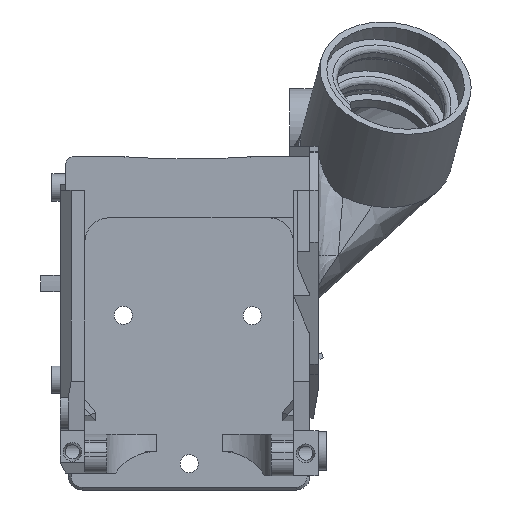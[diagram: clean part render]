
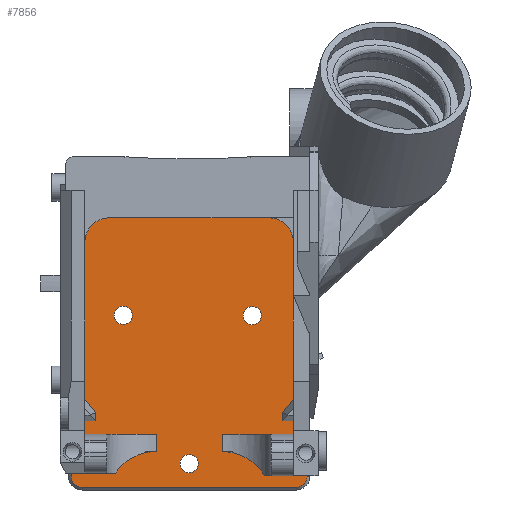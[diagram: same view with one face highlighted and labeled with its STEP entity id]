
A CAD part, front view. The second image highlights one B-rep face of the part: STEP entity #7856.
In plain terms, the highlighted planar face has unit normal (0, -1, 0).
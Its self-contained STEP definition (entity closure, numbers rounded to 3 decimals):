
#86=FACE_BOUND('',#1021,.T.);
#87=FACE_BOUND('',#1022,.T.);
#88=FACE_BOUND('',#1023,.T.);
#193=PLANE('',#8399);
#584=FACE_OUTER_BOUND('',#1020,.T.);
#1020=EDGE_LOOP('',(#6080,#6081,#6082,#6083,#6084,#6085,#6086,#6087,#6088,
#6089,#6090,#6091,#6092,#6093,#6094,#6095,#6096,#6097,#6098,#6099,#6100,
#6101,#6102,#6103));
#1021=EDGE_LOOP('',(#6104));
#1022=EDGE_LOOP('',(#6105));
#1023=EDGE_LOOP('',(#6106));
#1398=CIRCLE('',#8371,4.5);
#1410=CIRCLE('',#8400,4.5);
#1411=CIRCLE('',#8401,2.);
#1412=CIRCLE('',#8402,2.);
#1413=CIRCLE('',#8403,1.65);
#1414=CIRCLE('',#8404,1.65);
#1415=CIRCLE('',#8405,1.65);
#1794=LINE('',#13670,#2590);
#1798=LINE('',#13677,#2594);
#1812=LINE('',#13715,#2608);
#1855=LINE('',#14049,#2651);
#1864=LINE('',#14067,#2660);
#1887=LINE('',#14559,#2683);
#1888=LINE('',#14562,#2684);
#1897=LINE('',#14580,#2693);
#1900=LINE('',#14588,#2696);
#1949=LINE('',#14728,#2745);
#1963=LINE('',#14771,#2759);
#1964=LINE('',#14772,#2760);
#1965=LINE('',#14774,#2761);
#1966=LINE('',#14776,#2762);
#1967=LINE('',#14780,#2763);
#1968=LINE('',#14784,#2764);
#1969=LINE('',#14785,#2765);
#1970=LINE('',#14786,#2766);
#1971=LINE('',#14787,#2767);
#1972=LINE('',#14788,#2768);
#2590=VECTOR('',#9272,10.);
#2594=VECTOR('',#9278,10.);
#2608=VECTOR('',#9310,10.);
#2651=VECTOR('',#9411,10.);
#2660=VECTOR('',#9428,10.);
#2683=VECTOR('',#9483,10.);
#2684=VECTOR('',#9486,10.);
#2693=VECTOR('',#9503,10.);
#2696=VECTOR('',#9510,10.);
#2745=VECTOR('',#9629,10.);
#2759=VECTOR('',#9669,10.);
#2760=VECTOR('',#9670,10.);
#2761=VECTOR('',#9671,10.);
#2762=VECTOR('',#9672,10.);
#2763=VECTOR('',#9675,10.);
#2764=VECTOR('',#9678,10.);
#2765=VECTOR('',#9679,10.);
#2766=VECTOR('',#9680,10.);
#2767=VECTOR('',#9681,10.);
#2768=VECTOR('',#9682,10.);
#3458=VERTEX_POINT('',#13668);
#3459=VERTEX_POINT('',#13669);
#3460=VERTEX_POINT('',#13674);
#3461=VERTEX_POINT('',#13676);
#3475=VERTEX_POINT('',#13712);
#3476=VERTEX_POINT('',#13714);
#3531=VERTEX_POINT('',#14048);
#3536=VERTEX_POINT('',#14066);
#3559=VERTEX_POINT('',#14557);
#3560=VERTEX_POINT('',#14561);
#3565=VERTEX_POINT('',#14579);
#3567=VERTEX_POINT('',#14585);
#3568=VERTEX_POINT('',#14587);
#3589=VERTEX_POINT('',#14656);
#3590=VERTEX_POINT('',#14657);
#3608=VERTEX_POINT('',#14726);
#3623=VERTEX_POINT('',#14768);
#3624=VERTEX_POINT('',#14769);
#3625=VERTEX_POINT('',#14773);
#3626=VERTEX_POINT('',#14775);
#3627=VERTEX_POINT('',#14777);
#3628=VERTEX_POINT('',#14779);
#3629=VERTEX_POINT('',#14781);
#3630=VERTEX_POINT('',#14783);
#3631=VERTEX_POINT('',#14789);
#3632=VERTEX_POINT('',#14791);
#3633=VERTEX_POINT('',#14793);
#4312=EDGE_CURVE('',#3458,#3459,#1794,.T.);
#4316=EDGE_CURVE('',#3460,#3461,#1798,.T.);
#4334=EDGE_CURVE('',#3475,#3476,#1812,.T.);
#4402=EDGE_CURVE('',#3459,#3531,#1855,.T.);
#4411=EDGE_CURVE('',#3536,#3458,#1864,.T.);
#4448=EDGE_CURVE('',#3475,#3559,#1887,.T.);
#4449=EDGE_CURVE('',#3461,#3560,#1888,.T.);
#4458=EDGE_CURVE('',#3565,#3460,#1897,.T.);
#4462=EDGE_CURVE('',#3568,#3567,#1900,.T.);
#4496=EDGE_CURVE('',#3589,#3590,#1398,.T.);
#4525=EDGE_CURVE('',#3608,#3567,#1949,.T.);
#4546=EDGE_CURVE('',#3623,#3624,#1410,.T.);
#4547=EDGE_CURVE('',#3560,#3624,#1963,.T.);
#4548=EDGE_CURVE('',#3568,#3565,#1964,.T.);
#4549=EDGE_CURVE('',#3608,#3625,#1965,.T.);
#4550=EDGE_CURVE('',#3626,#3625,#1966,.T.);
#4551=EDGE_CURVE('',#3627,#3626,#1411,.T.);
#4552=EDGE_CURVE('',#3628,#3627,#1967,.T.);
#4553=EDGE_CURVE('',#3629,#3628,#1412,.T.);
#4554=EDGE_CURVE('',#3630,#3629,#1968,.T.);
#4555=EDGE_CURVE('',#3630,#3476,#1969,.T.);
#4556=EDGE_CURVE('',#3531,#3559,#1970,.T.);
#4557=EDGE_CURVE('',#3590,#3536,#1971,.T.);
#4558=EDGE_CURVE('',#3623,#3589,#1972,.T.);
#4559=EDGE_CURVE('',#3631,#3631,#1413,.T.);
#4560=EDGE_CURVE('',#3632,#3632,#1414,.T.);
#4561=EDGE_CURVE('',#3633,#3633,#1415,.T.);
#6080=ORIENTED_EDGE('',*,*,#4546,.T.);
#6081=ORIENTED_EDGE('',*,*,#4547,.F.);
#6082=ORIENTED_EDGE('',*,*,#4449,.F.);
#6083=ORIENTED_EDGE('',*,*,#4316,.F.);
#6084=ORIENTED_EDGE('',*,*,#4458,.F.);
#6085=ORIENTED_EDGE('',*,*,#4548,.F.);
#6086=ORIENTED_EDGE('',*,*,#4462,.T.);
#6087=ORIENTED_EDGE('',*,*,#4525,.F.);
#6088=ORIENTED_EDGE('',*,*,#4549,.T.);
#6089=ORIENTED_EDGE('',*,*,#4550,.F.);
#6090=ORIENTED_EDGE('',*,*,#4551,.F.);
#6091=ORIENTED_EDGE('',*,*,#4552,.F.);
#6092=ORIENTED_EDGE('',*,*,#4553,.F.);
#6093=ORIENTED_EDGE('',*,*,#4554,.F.);
#6094=ORIENTED_EDGE('',*,*,#4555,.T.);
#6095=ORIENTED_EDGE('',*,*,#4334,.F.);
#6096=ORIENTED_EDGE('',*,*,#4448,.T.);
#6097=ORIENTED_EDGE('',*,*,#4556,.F.);
#6098=ORIENTED_EDGE('',*,*,#4402,.F.);
#6099=ORIENTED_EDGE('',*,*,#4312,.F.);
#6100=ORIENTED_EDGE('',*,*,#4411,.F.);
#6101=ORIENTED_EDGE('',*,*,#4557,.F.);
#6102=ORIENTED_EDGE('',*,*,#4496,.F.);
#6103=ORIENTED_EDGE('',*,*,#4558,.F.);
#6104=ORIENTED_EDGE('',*,*,#4559,.T.);
#6105=ORIENTED_EDGE('',*,*,#4560,.T.);
#6106=ORIENTED_EDGE('',*,*,#4561,.T.);
#7856=ADVANCED_FACE('',(#584,#86,#87,#88),#193,.T.);
#8371=AXIS2_PLACEMENT_3D('',#14658,#9576,#9577);
#8399=AXIS2_PLACEMENT_3D('',#14767,#9665,#9666);
#8400=AXIS2_PLACEMENT_3D('',#14770,#9667,#9668);
#8401=AXIS2_PLACEMENT_3D('',#14778,#9673,#9674);
#8402=AXIS2_PLACEMENT_3D('',#14782,#9676,#9677);
#8403=AXIS2_PLACEMENT_3D('',#14790,#9683,#9684);
#8404=AXIS2_PLACEMENT_3D('',#14792,#9685,#9686);
#8405=AXIS2_PLACEMENT_3D('',#14794,#9687,#9688);
#9272=DIRECTION('',(0.,0.,-1.));
#9278=DIRECTION('',(0.,0.,1.));
#9310=DIRECTION('',(0.,0.,-1.));
#9411=DIRECTION('',(1.,0.,0.));
#9428=DIRECTION('',(-0.643,0.,-0.766));
#9483=DIRECTION('',(1.,0.,0.));
#9486=DIRECTION('',(-0.643,0.,0.766));
#9503=DIRECTION('',(1.,0.,0.));
#9510=DIRECTION('',(1.,0.,0.));
#9576=DIRECTION('center_axis',(0.,1.,0.));
#9577=DIRECTION('ref_axis',(0.707,0.,0.707));
#9629=DIRECTION('',(0.,0.,1.));
#9665=DIRECTION('center_axis',(0.,-1.,0.));
#9666=DIRECTION('ref_axis',(1.,0.,0.));
#9667=DIRECTION('center_axis',(0.,-1.,0.));
#9668=DIRECTION('ref_axis',(-0.707,0.,0.707));
#9669=DIRECTION('',(0.,0.,1.));
#9670=DIRECTION('',(0.,0.,1.));
#9671=DIRECTION('',(-1.,0.,0.));
#9672=DIRECTION('',(0.,0.,1.));
#9673=DIRECTION('center_axis',(0.,1.,0.));
#9674=DIRECTION('ref_axis',(-0.707,0.,-0.707));
#9675=DIRECTION('',(-1.,0.,0.));
#9676=DIRECTION('center_axis',(0.,1.,0.));
#9677=DIRECTION('ref_axis',(0.707,0.,-0.707));
#9678=DIRECTION('',(0.,0.,-1.));
#9679=DIRECTION('',(-1.,0.,0.));
#9680=DIRECTION('',(0.,0.,-1.));
#9681=DIRECTION('',(0.,0.,-1.));
#9682=DIRECTION('',(1.,0.,0.));
#9683=DIRECTION('center_axis',(0.,1.,0.));
#9684=DIRECTION('ref_axis',(0.,0.,1.));
#9685=DIRECTION('center_axis',(0.,1.,0.));
#9686=DIRECTION('ref_axis',(0.,0.,1.));
#9687=DIRECTION('center_axis',(0.,1.,0.));
#9688=DIRECTION('ref_axis',(0.,0.,1.));
#13668=CARTESIAN_POINT('',(17.,-27.,64.4));
#13669=CARTESIAN_POINT('',(17.,-27.,62.9));
#13670=CARTESIAN_POINT('',(17.,-27.,62.438));
#13674=CARTESIAN_POINT('',(-17.,-27.,62.9));
#13676=CARTESIAN_POINT('',(-17.,-27.,64.4));
#13677=CARTESIAN_POINT('',(-17.,-27.,60.107));
#13712=CARTESIAN_POINT('',(6.,-27.,60.476));
#13714=CARTESIAN_POINT('',(6.,-27.,57.315));
#13715=CARTESIAN_POINT('',(6.,-27.,68.875));
#14048=CARTESIAN_POINT('',(19.,-27.,62.9));
#14049=CARTESIAN_POINT('',(11.5,-27.,62.9));
#14066=CARTESIAN_POINT('',(19.,-27.,66.784));
#14067=CARTESIAN_POINT('',(14.761,-27.,61.732));
#14557=CARTESIAN_POINT('',(19.,-27.,60.476));
#14559=CARTESIAN_POINT('',(10.076,-27.,60.476));
#14561=CARTESIAN_POINT('',(-19.,-27.,66.784));
#14562=CARTESIAN_POINT('',(-10.504,-27.,56.658));
#14579=CARTESIAN_POINT('',(-19.,-27.,62.9));
#14580=CARTESIAN_POINT('',(-6.5,-27.,62.9));
#14585=CARTESIAN_POINT('',(-6.,-27.,60.476));
#14587=CARTESIAN_POINT('',(-19.,-27.,60.476));
#14588=CARTESIAN_POINT('',(-8.924,-27.,60.476));
#14656=CARTESIAN_POINT('',(14.5,-27.,99.9));
#14657=CARTESIAN_POINT('',(19.,-27.,95.4));
#14658=CARTESIAN_POINT('Origin',(14.5,-27.,95.4));
#14726=CARTESIAN_POINT('',(-6.,-27.,57.315));
#14728=CARTESIAN_POINT('',(-6.,-27.,68.875));
#14767=CARTESIAN_POINT('Origin',(6.,-27.,60.476));
#14768=CARTESIAN_POINT('',(-14.5,-27.,99.9));
#14769=CARTESIAN_POINT('',(-19.,-27.,95.4));
#14770=CARTESIAN_POINT('Origin',(-14.5,-27.,95.4));
#14771=CARTESIAN_POINT('',(-19.,-27.,86.107));
#14772=CARTESIAN_POINT('',(-19.,-27.,86.107));
#14773=CARTESIAN_POINT('',(-21.5,-27.,57.315));
#14774=CARTESIAN_POINT('',(-8.924,-27.,57.315));
#14775=CARTESIAN_POINT('',(-21.5,-27.,52.815));
#14776=CARTESIAN_POINT('',(-21.5,-27.,58.895));
#14777=CARTESIAN_POINT('',(-19.5,-27.,50.815));
#14778=CARTESIAN_POINT('Origin',(-19.5,-27.,52.815));
#14779=CARTESIAN_POINT('',(19.5,-27.,50.815));
#14780=CARTESIAN_POINT('',(14.,-27.,50.815));
#14781=CARTESIAN_POINT('',(21.5,-27.,52.815));
#14782=CARTESIAN_POINT('Origin',(19.5,-27.,52.815));
#14783=CARTESIAN_POINT('',(21.5,-27.,57.315));
#14784=CARTESIAN_POINT('',(21.5,-27.,86.188));
#14785=CARTESIAN_POINT('',(10.076,-27.,57.315));
#14786=CARTESIAN_POINT('',(19.,-27.,59.188));
#14787=CARTESIAN_POINT('',(19.,-27.,59.188));
#14788=CARTESIAN_POINT('',(-1.253,-27.,99.9));
#14789=CARTESIAN_POINT('',(-11.974,-27.,80.458));
#14790=CARTESIAN_POINT('Origin',(-11.974,-27.,82.108));
#14791=CARTESIAN_POINT('',(11.512,-27.,80.44));
#14792=CARTESIAN_POINT('Origin',(11.512,-27.,82.09));
#14793=CARTESIAN_POINT('',(0.015,-27.,53.455));
#14794=CARTESIAN_POINT('Origin',(0.015,-27.,55.105));
